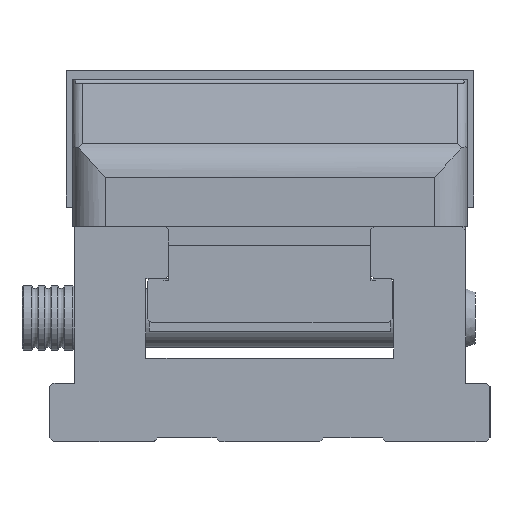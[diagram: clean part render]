
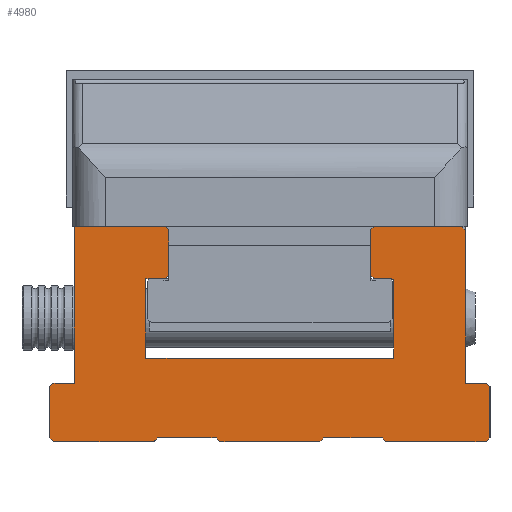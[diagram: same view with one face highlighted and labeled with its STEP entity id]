
A CAD part, left-side view. The second image highlights one B-rep face of the part: STEP entity #4980.
In plain terms, the highlighted planar face has unit normal (-1, 0, 0).
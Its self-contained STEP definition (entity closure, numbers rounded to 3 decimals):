
#4980=ADVANCED_FACE('',(#5877),#5529,.T.);
#5529=PLANE('',#13205);
#5877=FACE_OUTER_BOUND('',#6182,.T.);
#6182=EDGE_LOOP('',(#7342,#7343,#7344,#7345,#7346,#7347,#7348,#7349,#7350,
#7351,#7352,#7353,#7354,#7355,#7356,#7357,#7358,#7359,#7360,#7361,#7362,
#7363,#7364,#7365,#7366,#7367,#7368,#7369,#7370,#7371,#7372,#7373,#7374,
#7375));
#6999=CIRCLE('',#13204,0.8);
#7342=ORIENTED_EDGE('',*,*,#10575,.F.);
#7343=ORIENTED_EDGE('',*,*,#10576,.T.);
#7344=ORIENTED_EDGE('',*,*,#10545,.T.);
#7345=ORIENTED_EDGE('',*,*,#10577,.T.);
#7346=ORIENTED_EDGE('',*,*,#10578,.F.);
#7347=ORIENTED_EDGE('',*,*,#10579,.T.);
#7348=ORIENTED_EDGE('',*,*,#10580,.T.);
#7349=ORIENTED_EDGE('',*,*,#10581,.T.);
#7350=ORIENTED_EDGE('',*,*,#10582,.F.);
#7351=ORIENTED_EDGE('',*,*,#10583,.T.);
#7352=ORIENTED_EDGE('',*,*,#10525,.T.);
#7353=ORIENTED_EDGE('',*,*,#10584,.T.);
#7354=ORIENTED_EDGE('',*,*,#10571,.T.);
#7355=ORIENTED_EDGE('',*,*,#10585,.T.);
#7356=ORIENTED_EDGE('',*,*,#10586,.F.);
#7357=ORIENTED_EDGE('',*,*,#10587,.F.);
#7358=ORIENTED_EDGE('',*,*,#10588,.T.);
#7359=ORIENTED_EDGE('',*,*,#10537,.T.);
#7360=ORIENTED_EDGE('',*,*,#10589,.T.);
#7361=ORIENTED_EDGE('',*,*,#10590,.F.);
#7362=ORIENTED_EDGE('',*,*,#10591,.T.);
#7363=ORIENTED_EDGE('',*,*,#10592,.F.);
#7364=ORIENTED_EDGE('',*,*,#10593,.T.);
#7365=ORIENTED_EDGE('',*,*,#10594,.F.);
#7366=ORIENTED_EDGE('',*,*,#10595,.F.);
#7367=ORIENTED_EDGE('',*,*,#10596,.T.);
#7368=ORIENTED_EDGE('',*,*,#10597,.F.);
#7369=ORIENTED_EDGE('',*,*,#10598,.T.);
#7370=ORIENTED_EDGE('',*,*,#10599,.T.);
#7371=ORIENTED_EDGE('',*,*,#10600,.T.);
#7372=ORIENTED_EDGE('',*,*,#10540,.T.);
#7373=ORIENTED_EDGE('',*,*,#10601,.F.);
#7374=ORIENTED_EDGE('',*,*,#10602,.F.);
#7375=ORIENTED_EDGE('',*,*,#10603,.T.);
#9630=VERTEX_POINT('',#16549);
#9631=VERTEX_POINT('',#16551);
#9642=VERTEX_POINT('',#16575);
#9643=VERTEX_POINT('',#16577);
#9645=VERTEX_POINT('',#16583);
#9646=VERTEX_POINT('',#16584);
#9650=VERTEX_POINT('',#16594);
#9651=VERTEX_POINT('',#16595);
#9676=VERTEX_POINT('',#16649);
#9677=VERTEX_POINT('',#16651);
#9680=VERTEX_POINT('',#16659);
#9681=VERTEX_POINT('',#16660);
#9682=VERTEX_POINT('',#16663);
#9683=VERTEX_POINT('',#16665);
#9684=VERTEX_POINT('',#16667);
#9685=VERTEX_POINT('',#16669);
#9686=VERTEX_POINT('',#16671);
#9687=VERTEX_POINT('',#16673);
#9688=VERTEX_POINT('',#16677);
#9689=VERTEX_POINT('',#16679);
#9690=VERTEX_POINT('',#16681);
#9691=VERTEX_POINT('',#16684);
#9692=VERTEX_POINT('',#16686);
#9693=VERTEX_POINT('',#16688);
#9694=VERTEX_POINT('',#16690);
#9695=VERTEX_POINT('',#16692);
#9696=VERTEX_POINT('',#16694);
#9697=VERTEX_POINT('',#16696);
#9698=VERTEX_POINT('',#16698);
#9699=VERTEX_POINT('',#16700);
#9700=VERTEX_POINT('',#16702);
#9701=VERTEX_POINT('',#16704);
#9702=VERTEX_POINT('',#16707);
#9703=VERTEX_POINT('',#16709);
#10525=EDGE_CURVE('',#9631,#9630,#11694,.T.);
#10537=EDGE_CURVE('',#9643,#9642,#11703,.T.);
#10540=EDGE_CURVE('',#9645,#9646,#11705,.T.);
#10545=EDGE_CURVE('',#9650,#9651,#11709,.T.);
#10571=EDGE_CURVE('',#9677,#9676,#11730,.T.);
#10575=EDGE_CURVE('',#9680,#9681,#11734,.T.);
#10576=EDGE_CURVE('',#9680,#9650,#11735,.T.);
#10577=EDGE_CURVE('',#9651,#9682,#11736,.T.);
#10578=EDGE_CURVE('',#9683,#9682,#11737,.T.);
#10579=EDGE_CURVE('',#9683,#9684,#11738,.T.);
#10580=EDGE_CURVE('',#9684,#9685,#11739,.T.);
#10581=EDGE_CURVE('',#9685,#9686,#11740,.T.);
#10582=EDGE_CURVE('',#9687,#9686,#11741,.T.);
#10583=EDGE_CURVE('',#9687,#9631,#11742,.T.);
#10584=EDGE_CURVE('',#9630,#9677,#11743,.T.);
#10585=EDGE_CURVE('',#9676,#9688,#11744,.T.);
#10586=EDGE_CURVE('',#9689,#9688,#11745,.T.);
#10587=EDGE_CURVE('',#9690,#9689,#11746,.T.);
#10588=EDGE_CURVE('',#9690,#9643,#11747,.T.);
#10589=EDGE_CURVE('',#9642,#9691,#11748,.T.);
#10590=EDGE_CURVE('',#9692,#9691,#11749,.T.);
#10591=EDGE_CURVE('',#9692,#9693,#11750,.T.);
#10592=EDGE_CURVE('',#9694,#9693,#11751,.T.);
#10593=EDGE_CURVE('',#9694,#9695,#6999,.T.);
#10594=EDGE_CURVE('',#9696,#9695,#11752,.T.);
#10595=EDGE_CURVE('',#9697,#9696,#11753,.T.);
#10596=EDGE_CURVE('',#9697,#9698,#11754,.T.);
#10597=EDGE_CURVE('',#9699,#9698,#11755,.T.);
#10598=EDGE_CURVE('',#9699,#9700,#11756,.T.);
#10599=EDGE_CURVE('',#9700,#9701,#11757,.T.);
#10600=EDGE_CURVE('',#9701,#9645,#11758,.T.);
#10601=EDGE_CURVE('',#9702,#9646,#11759,.T.);
#10602=EDGE_CURVE('',#9703,#9702,#11760,.T.);
#10603=EDGE_CURVE('',#9703,#9681,#11761,.T.);
#11694=LINE('',#16550,#12436);
#11703=LINE('',#16576,#12445);
#11705=LINE('',#16582,#12447);
#11709=LINE('',#16593,#12451);
#11730=LINE('',#16650,#12472);
#11734=LINE('',#16658,#12476);
#11735=LINE('',#16661,#12477);
#11736=LINE('',#16662,#12478);
#11737=LINE('',#16664,#12479);
#11738=LINE('',#16666,#12480);
#11739=LINE('',#16668,#12481);
#11740=LINE('',#16670,#12482);
#11741=LINE('',#16672,#12483);
#11742=LINE('',#16674,#12484);
#11743=LINE('',#16675,#12485);
#11744=LINE('',#16676,#12486);
#11745=LINE('',#16678,#12487);
#11746=LINE('',#16680,#12488);
#11747=LINE('',#16682,#12489);
#11748=LINE('',#16683,#12490);
#11749=LINE('',#16685,#12491);
#11750=LINE('',#16687,#12492);
#11751=LINE('',#16689,#12493);
#11752=LINE('',#16693,#12494);
#11753=LINE('',#16695,#12495);
#11754=LINE('',#16697,#12496);
#11755=LINE('',#16699,#12497);
#11756=LINE('',#16701,#12498);
#11757=LINE('',#16703,#12499);
#11758=LINE('',#16705,#12500);
#11759=LINE('',#16706,#12501);
#11760=LINE('',#16708,#12502);
#11761=LINE('',#16710,#12503);
#12436=VECTOR('',#14058,1.);
#12445=VECTOR('',#14077,1.);
#12447=VECTOR('',#14083,1.);
#12451=VECTOR('',#14091,1.);
#12472=VECTOR('',#14130,1.);
#12476=VECTOR('',#14136,1.);
#12477=VECTOR('',#14137,1.);
#12478=VECTOR('',#14138,1.);
#12479=VECTOR('',#14139,1.);
#12480=VECTOR('',#14140,1.);
#12481=VECTOR('',#14141,1.);
#12482=VECTOR('',#14142,1.);
#12483=VECTOR('',#14143,1.);
#12484=VECTOR('',#14144,1.);
#12485=VECTOR('',#14145,1.);
#12486=VECTOR('',#14146,1.);
#12487=VECTOR('',#14147,1.);
#12488=VECTOR('',#14148,1.);
#12489=VECTOR('',#14149,1.);
#12490=VECTOR('',#14150,1.);
#12491=VECTOR('',#14151,1.);
#12492=VECTOR('',#14152,1.);
#12493=VECTOR('',#14153,1.);
#12494=VECTOR('',#14156,1.);
#12495=VECTOR('',#14157,1.);
#12496=VECTOR('',#14158,1.);
#12497=VECTOR('',#14159,1.);
#12498=VECTOR('',#14160,1.);
#12499=VECTOR('',#14161,1.);
#12500=VECTOR('',#14162,1.);
#12501=VECTOR('',#14163,1.);
#12502=VECTOR('',#14164,1.);
#12503=VECTOR('',#14165,1.);
#13204=AXIS2_PLACEMENT_3D('',#16691,#14154,#14155);
#13205=AXIS2_PLACEMENT_3D('',#16711,#14166,#14167);
#14058=DIRECTION('',(0.,-1.,0.));
#14077=DIRECTION('',(0.,1.,0.));
#14083=DIRECTION('',(0.,1.,0.));
#14091=DIRECTION('',(0.,-1.,0.));
#14130=DIRECTION('',(0.,0.,1.));
#14136=DIRECTION('',(0.,0.,1.));
#14137=DIRECTION('',(0.,-0.707,-0.707));
#14138=DIRECTION('',(0.,-0.707,0.707));
#14139=DIRECTION('',(0.,1.,0.));
#14140=DIRECTION('',(0.,-0.707,-0.707));
#14141=DIRECTION('',(0.,-1.,0.));
#14142=DIRECTION('',(0.,-0.707,0.707));
#14143=DIRECTION('',(0.,1.,0.));
#14144=DIRECTION('',(0.,-0.707,-0.707));
#14145=DIRECTION('',(0.,-0.707,0.707));
#14146=DIRECTION('',(0.,0.707,0.707));
#14147=DIRECTION('',(0.,-1.,0.));
#14148=DIRECTION('',(0.,0.,-1.));
#14149=DIRECTION('',(0.,0.707,0.707));
#14150=DIRECTION('',(0.,0.707,-0.707));
#14151=DIRECTION('',(0.,0.,1.));
#14152=DIRECTION('',(0.,-0.707,-0.707));
#14153=DIRECTION('',(0.,1.,0.));
#14154=DIRECTION('',(1.,0.,0.));
#14155=DIRECTION('',(0.,0.,1.));
#14156=DIRECTION('',(0.,0.,1.));
#14157=DIRECTION('',(0.,-1.,0.));
#14158=DIRECTION('',(0.,0.,1.));
#14159=DIRECTION('',(0.,1.,0.));
#14160=DIRECTION('',(0.,-0.707,0.707));
#14161=DIRECTION('',(0.,0.,1.));
#14162=DIRECTION('',(0.,0.707,0.707));
#14163=DIRECTION('',(0.,0.,1.));
#14164=DIRECTION('',(0.,-1.,0.));
#14165=DIRECTION('',(0.,0.707,-0.707));
#14166=DIRECTION('',(-1.,0.,0.));
#14167=DIRECTION('',(0.,0.,1.));
#16549=CARTESIAN_POINT('',(0.,1.2,0.3));
#16550=CARTESIAN_POINT('',(0.,67.5,0.3));
#16551=CARTESIAN_POINT('',(0.,31.8,0.3));
#16575=CARTESIAN_POINT('',(0.,35.55,66.3));
#16576=CARTESIAN_POINT('',(0.,67.5,66.3));
#16577=CARTESIAN_POINT('',(0.,8.7,66.3));
#16582=CARTESIAN_POINT('',(0.,67.5,66.3));
#16583=CARTESIAN_POINT('',(0.,99.45,66.3));
#16584=CARTESIAN_POINT('',(0.,127.5,66.3));
#16593=CARTESIAN_POINT('',(0.,67.5,0.3));
#16594=CARTESIAN_POINT('',(0.,133.8,0.3));
#16595=CARTESIAN_POINT('',(0.,103.2,0.3));
#16649=CARTESIAN_POINT('',(0.,0.,17.3));
#16650=CARTESIAN_POINT('',(0.,0.,0.));
#16651=CARTESIAN_POINT('',(0.,0.,1.5));
#16658=CARTESIAN_POINT('',(0.,135.,0.));
#16659=CARTESIAN_POINT('',(0.,135.,1.5));
#16660=CARTESIAN_POINT('',(0.,135.,17.3));
#16661=CARTESIAN_POINT('',(0.,100.5,-33.));
#16662=CARTESIAN_POINT('',(0.,85.5,18.));
#16663=CARTESIAN_POINT('',(0.,102.,1.5));
#16664=CARTESIAN_POINT('',(0.,67.5,1.5));
#16665=CARTESIAN_POINT('',(0.,84.,1.5));
#16666=CARTESIAN_POINT('',(0.,75.,-7.5));
#16667=CARTESIAN_POINT('',(0.,82.8,0.3));
#16668=CARTESIAN_POINT('',(0.,67.5,0.3));
#16669=CARTESIAN_POINT('',(0.,52.2,0.3));
#16670=CARTESIAN_POINT('',(0.,60.,-7.5));
#16671=CARTESIAN_POINT('',(0.,51.,1.5));
#16672=CARTESIAN_POINT('',(0.,67.5,1.5));
#16673=CARTESIAN_POINT('',(0.,33.,1.5));
#16674=CARTESIAN_POINT('',(0.,49.5,18.));
#16675=CARTESIAN_POINT('',(0.,34.5,-33.));
#16676=CARTESIAN_POINT('',(0.,25.1,42.4));
#16677=CARTESIAN_POINT('',(0.,1.,18.3));
#16678=CARTESIAN_POINT('',(0.,67.5,18.3));
#16679=CARTESIAN_POINT('',(0.,7.5,18.3));
#16680=CARTESIAN_POINT('',(0.,7.5,0.));
#16681=CARTESIAN_POINT('',(0.,7.5,65.1));
#16682=CARTESIAN_POINT('',(0.,4.95,62.55));
#16683=CARTESIAN_POINT('',(0.,84.675,17.175));
#16684=CARTESIAN_POINT('',(0.,36.5,65.35));
#16685=CARTESIAN_POINT('',(0.,36.5,66.6));
#16686=CARTESIAN_POINT('',(0.,36.5,51.25));
#16687=CARTESIAN_POINT('',(0.,26.375,41.125));
#16688=CARTESIAN_POINT('',(0.,35.55,50.3));
#16689=CARTESIAN_POINT('',(0.,67.5,50.3));
#16690=CARTESIAN_POINT('',(0.,30.3,50.3));
#16691=CARTESIAN_POINT('',(0.,30.3,49.5));
#16692=CARTESIAN_POINT('',(0.,29.5,49.5));
#16693=CARTESIAN_POINT('',(0.,29.5,50.));
#16694=CARTESIAN_POINT('',(0.,29.5,26.));
#16695=CARTESIAN_POINT('',(0.,67.5,26.));
#16696=CARTESIAN_POINT('',(0.,105.5,26.));
#16697=CARTESIAN_POINT('',(0.,105.5,50.));
#16698=CARTESIAN_POINT('',(0.,105.5,50.3));
#16699=CARTESIAN_POINT('',(0.,67.5,50.3));
#16700=CARTESIAN_POINT('',(0.,99.45,50.3));
#16701=CARTESIAN_POINT('',(0.,108.625,41.125));
#16702=CARTESIAN_POINT('',(0.,98.5,51.25));
#16703=CARTESIAN_POINT('',(0.,98.5,66.6));
#16704=CARTESIAN_POINT('',(0.,98.5,65.35));
#16705=CARTESIAN_POINT('',(0.,50.325,17.175));
#16706=CARTESIAN_POINT('',(0.,127.5,0.));
#16707=CARTESIAN_POINT('',(0.,127.5,18.3));
#16708=CARTESIAN_POINT('',(0.,67.5,18.3));
#16709=CARTESIAN_POINT('',(0.,134.,18.3));
#16710=CARTESIAN_POINT('',(0.,109.9,42.4));
#16711=CARTESIAN_POINT('',(0.,67.5,0.));
